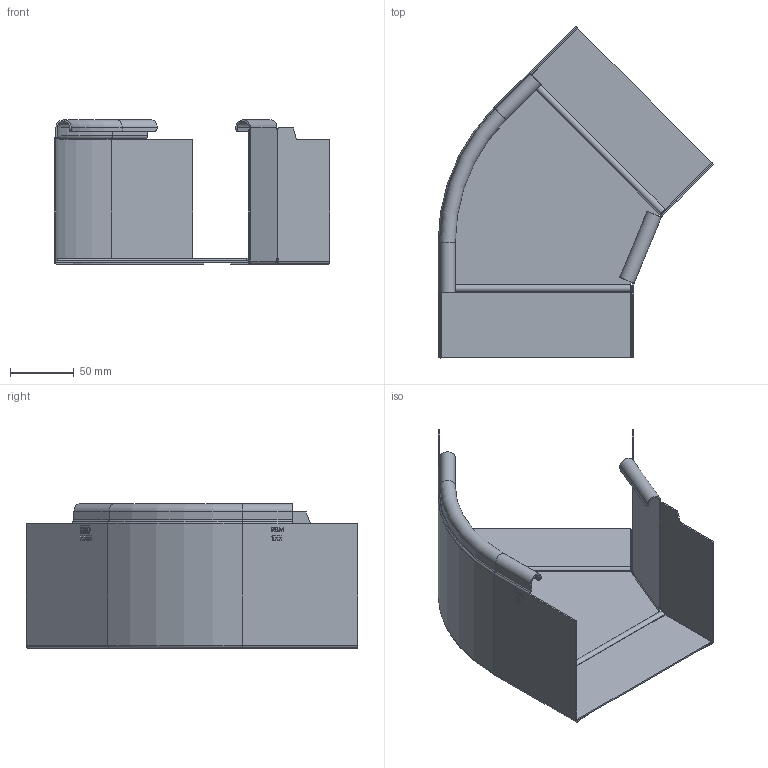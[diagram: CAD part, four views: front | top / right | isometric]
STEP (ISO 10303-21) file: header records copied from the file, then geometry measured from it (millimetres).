
FILE_DESCRIPTION((''),'2;1');
FILE_NAME('6041781_ASM','2014-05-07T',('AndreasKeweloh'),(''),'PRO/ENGINEER BY PARAMETRIC TECHNOLOGY CORPORATION, 2014000','PRO/ENGINEER BY PARAMETRIC TECHNOLOGY CORPORATION, 2014000','');
FILE_SCHEMA(('CONFIG_CONTROL_DESIGN'));
Length unit declared in the file: millimetre
Products named in the file (4): 6041781_BODENBLECH_150; 6041781_INNENHOLM_110; 6041781_AUSSENHOLM_115; 6041781_ASM
Assembly tree (3 placements, depth 2):
  6041781_ASM
    6041781_BODENBLECH_150
    6041781_INNENHOLM_110
    6041781_AUSSENHOLM_115
Bounding box: 216.23 x 260.03 x 113 mm (x, y, z)
Volume: 119412.1 mm3; surface area: 194004.7 mm2
Topology: 3 solids, 3 shells, 364 faces, 925 edges, 590 vertices
Faces by surface type: plane 235, cylinder 72, extrusion 43, torus 8, bspline 6
Entity records: 13128 total; most frequent: CARTESIAN_POINT 4335, ORIENTED_EDGE 1850, DIRECTION 1666, EDGE_CURVE 925, VECTOR 726, LINE 683, VERTEX_POINT 590, AXIS2_PLACEMENT_3D 470
